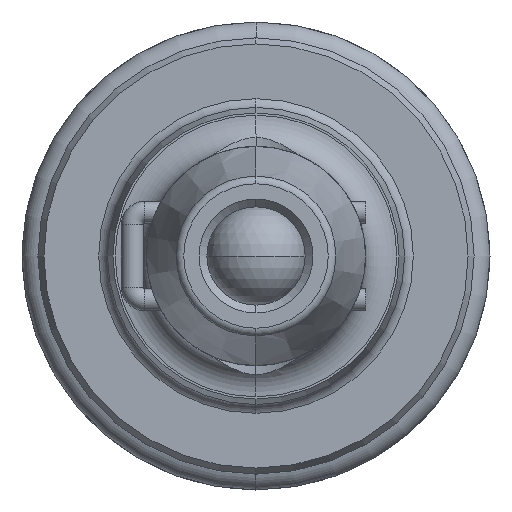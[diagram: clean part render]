
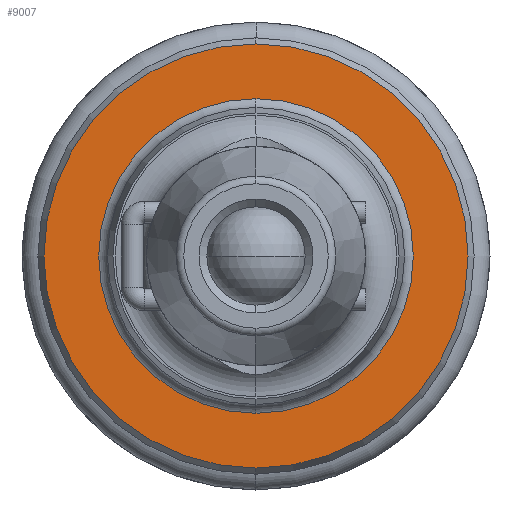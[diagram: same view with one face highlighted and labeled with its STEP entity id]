
A CAD part, left-side view. The second image highlights one B-rep face of the part: STEP entity #9007.
In plain terms, the highlighted planar face has unit normal (-1, 0, 0).
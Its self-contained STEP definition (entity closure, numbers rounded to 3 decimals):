
#1512 = AXIS2_PLACEMENT_3D ( 'NONE', #12649, #12648, #12647 ) ;
#1517 = AXIS2_PLACEMENT_3D ( 'NONE', #12652, #12651, #12650 ) ;
#1599 = AXIS2_PLACEMENT_3D ( 'NONE', #2696, #2694, #2693 ) ;
#1624 = AXIS2_PLACEMENT_3D ( 'NONE', #2685, #2684, #2683 ) ;
#1683 = AXIS2_PLACEMENT_3D ( 'NONE', #14233, #14228, #14227 ) ;
#2050 = EDGE_LOOP ( 'NONE', ( #5626, #5627 ) ) ;
#2064 = EDGE_LOOP ( 'NONE', ( #5733, #5725 ) ) ;
#2683 = DIRECTION ( 'NONE',  ( 0., 0., 1. ) ) ;
#2684 = DIRECTION ( 'NONE',  ( 1., 0., 0. ) ) ;
#2685 = CARTESIAN_POINT ( 'NONE',  ( -30.57, 0., 0. ) ) ;
#2693 = DIRECTION ( 'NONE',  ( 0., 0., 1. ) ) ;
#2694 = DIRECTION ( 'NONE',  ( 1., 0., 0. ) ) ;
#2696 = CARTESIAN_POINT ( 'NONE',  ( -30.57, 0., 0. ) ) ;
#2794 = EDGE_CURVE ( 'NONE', #5345, #5348, #13487, .T. ) ;
#2797 = EDGE_CURVE ( 'NONE', #5083, #5086, #13483, .T. ) ;
#2867 = EDGE_CURVE ( 'NONE', #5086, #5083, #13406, .T. ) ;
#2869 = EDGE_CURVE ( 'NONE', #5348, #5345, #13402, .T. ) ;
#5083 = VERTEX_POINT ( 'NONE', #11279 ) ;
#5086 = VERTEX_POINT ( 'NONE', #11280 ) ;
#5345 = VERTEX_POINT ( 'NONE', #11114 ) ;
#5348 = VERTEX_POINT ( 'NONE', #11112 ) ;
#5626 = ORIENTED_EDGE ( 'NONE', *, *, #2869, .F. ) ;
#5627 = ORIENTED_EDGE ( 'NONE', *, *, #2794, .F. ) ;
#5725 = ORIENTED_EDGE ( 'NONE', *, *, #2867, .T. ) ;
#5733 = ORIENTED_EDGE ( 'NONE', *, *, #2797, .T. ) ;
#9007 = ADVANCED_FACE ( 'NONE', ( #13143, #13133 ), #14230, .F. ) ;
#11112 = CARTESIAN_POINT ( 'NONE',  ( -30.57, 0., -13.55 ) ) ;
#11114 = CARTESIAN_POINT ( 'NONE',  ( -30.57, 0., 13.55 ) ) ;
#11279 = CARTESIAN_POINT ( 'NONE',  ( -30.57, 0., -10.05 ) ) ;
#11280 = CARTESIAN_POINT ( 'NONE',  ( -30.57, 0., 10.05 ) ) ;
#12647 = DIRECTION ( 'NONE',  ( 0., 0., 1. ) ) ;
#12648 = DIRECTION ( 'NONE',  ( 1., 0., 0. ) ) ;
#12649 = CARTESIAN_POINT ( 'NONE',  ( -30.57, 0., 0. ) ) ;
#12650 = DIRECTION ( 'NONE',  ( 0., 0., 1. ) ) ;
#12651 = DIRECTION ( 'NONE',  ( 1., 0., 0. ) ) ;
#12652 = CARTESIAN_POINT ( 'NONE',  ( -30.57, 0., 0. ) ) ;
#13133 = FACE_BOUND ( 'NONE', #2064, .T. ) ;
#13143 = FACE_OUTER_BOUND ( 'NONE', #2050, .T. ) ;
#13402 = CIRCLE ( 'NONE', #1512, 13.55 ) ;
#13406 = CIRCLE ( 'NONE', #1517, 10.05 ) ;
#13483 = CIRCLE ( 'NONE', #1624, 10.05 ) ;
#13487 = CIRCLE ( 'NONE', #1599, 13.55 ) ;
#14227 = DIRECTION ( 'NONE',  ( 0., 0., 1. ) ) ;
#14228 = DIRECTION ( 'NONE',  ( 1., 0., 0. ) ) ;
#14230 = PLANE ( 'NONE',  #1683 ) ;
#14233 = CARTESIAN_POINT ( 'NONE',  ( -30.57, 0., 0. ) ) ;
